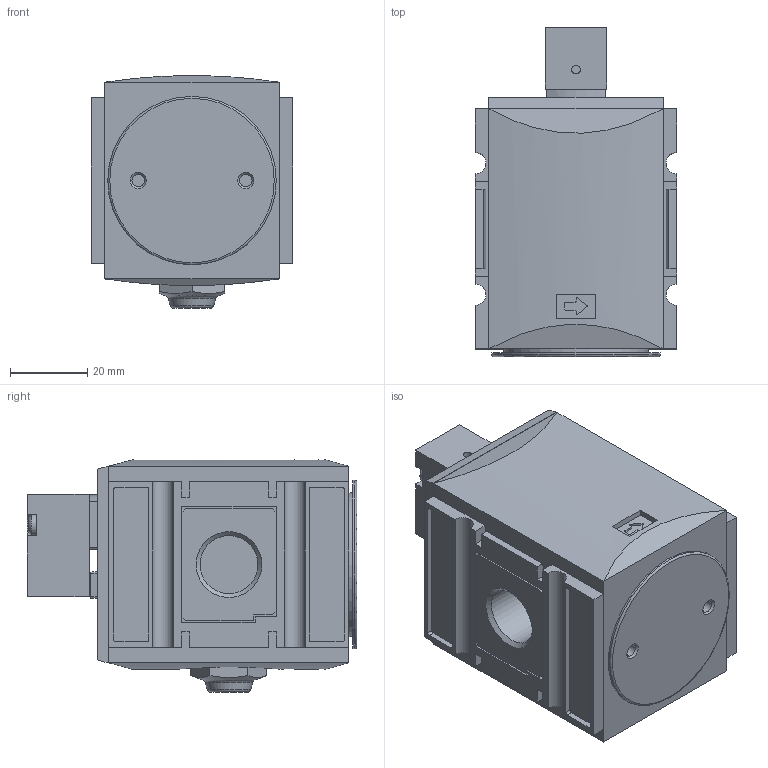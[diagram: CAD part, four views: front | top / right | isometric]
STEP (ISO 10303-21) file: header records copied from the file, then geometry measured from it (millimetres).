
FILE_DESCRIPTION(/* description */ ('STEP AP214'),/* implementation_level */ '2;1');
FILE_NAME(/* name */ '030419',/* time_stamp */ '2023-03-24T12:11:45+01:00',/* author */ ('License CC BY-ND 4.0'),/* organization */ ('CADENAS'),/* preprocessor_version */ 'ST-DEVELOPER v19.3',/* originating_system */ 'PARTsolutions',/* authorisation */ ' ');
FILE_SCHEMA (('AUTOMOTIVE_DESIGN {1 0 10303 214 3 1 1}'));
Length unit declared in the file: millimetre
Products named in the file (3): 030419; pneumatisch betaetigt; FU 924G 3/8000-1
Assembly tree (2 placements, depth 2):
  030419
    pneumatisch betaetigt
    FU 924G 3/8000-1
Bounding box: 52 x 85.1 x 60.09 mm (x, y, z)
Volume: 172463.8 mm3; surface area: 28089.7 mm2
Topology: 2 solids, 2 shells, 345 faces, 885 edges, 583 vertices
Faces by surface type: plane 206, cylinder 114, cone 17, torus 8
Full cylindrical faces by diameter (mm): 2 x2, 2.2 x4, 2.459 x2, 3 x2, 3.2 x2, 5.3 x2, 8.566 x1, 13.157 x1, 14.95 x2, 28 x1, 36 x1, 36.2 x1, 37.2 x1, 43.5 x1
Entity records: 12630 total; most frequent: CARTESIAN_POINT 1791, DIRECTION 1776, ORIENTED_EDGE 1652, EDGE_CURVE 826, AXIS2_PLACEMENT_3D 611, VERTEX_POINT 567, LINE 554, VECTOR 554
